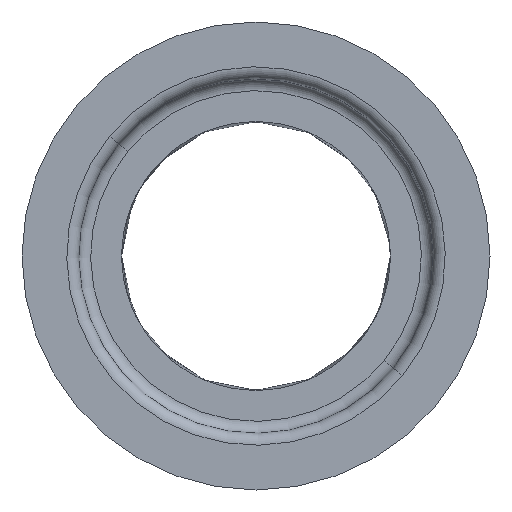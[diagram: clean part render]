
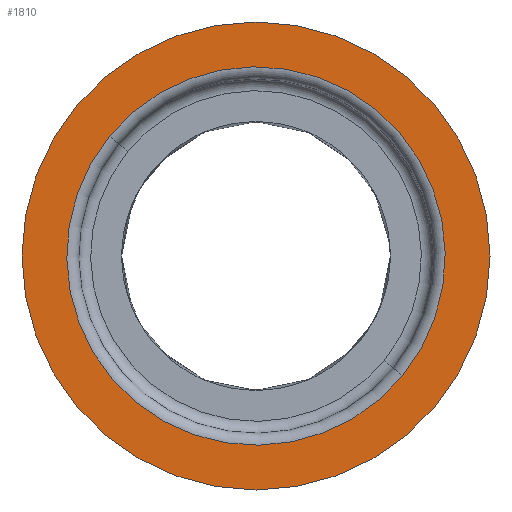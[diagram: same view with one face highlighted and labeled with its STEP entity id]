
A CAD part, front view. The second image highlights one B-rep face of the part: STEP entity #1810.
In plain terms, the highlighted face is planar.
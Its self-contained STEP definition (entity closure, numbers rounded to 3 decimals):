
#721 = ORIENTED_EDGE ( 'NONE', *, *, #8316, .T. ) ;
#1346 = DIRECTION ( 'NONE',  ( -1., 0., 0. ) ) ;
#1350 = DIRECTION ( 'NONE',  ( 0.775, 0.632, 0. ) ) ;
#1810 = ADVANCED_FACE ( 'NONE', ( #7152, #7669 ), #3084, .F. ) ;
#1914 = CARTESIAN_POINT ( 'NONE',  ( 0., 0., -80. ) ) ;
#2160 = DIRECTION ( 'NONE',  ( 0., 0., 1. ) ) ;
#2345 = CARTESIAN_POINT ( 'NONE',  ( 0., 0., -80. ) ) ;
#2417 = CARTESIAN_POINT ( 'NONE',  ( 0., 0., -80. ) ) ;
#2670 = EDGE_CURVE ( 'NONE', #5492, #7664, #4302, .T. ) ;
#3084 = PLANE ( 'NONE',  #10905 ) ;
#3513 = EDGE_LOOP ( 'NONE', ( #4655, #3686 ) ) ;
#3686 = ORIENTED_EDGE ( 'NONE', *, *, #2670, .T. ) ;
#3993 = DIRECTION ( 'NONE',  ( 1., 0., 0. ) ) ;
#4051 = DIRECTION ( 'NONE',  ( 0., 0., 1. ) ) ;
#4085 = VERTEX_POINT ( 'NONE', #7734 ) ;
#4302 = CIRCLE ( 'NONE', #4849, 196. ) ;
#4655 = ORIENTED_EDGE ( 'NONE', *, *, #5097, .T. ) ;
#4849 = AXIS2_PLACEMENT_3D ( 'NONE', #6671, #4896, #1346 ) ;
#4896 = DIRECTION ( 'NONE',  ( 0., 0., -1. ) ) ;
#4899 = CARTESIAN_POINT ( 'NONE',  ( 0., 0., -80. ) ) ;
#5075 = CARTESIAN_POINT ( 'NONE',  ( -196., 0., -80. ) ) ;
#5097 = EDGE_CURVE ( 'NONE', #7664, #5492, #11108, .T. ) ;
#5492 = VERTEX_POINT ( 'NONE', #5804 ) ;
#5554 = CIRCLE ( 'NONE', #6665, 158.5 ) ;
#5716 = CARTESIAN_POINT ( 'NONE',  ( 122.779, 100.238, -80. ) ) ;
#5804 = CARTESIAN_POINT ( 'NONE',  ( 196., 0., -80. ) ) ;
#5937 = VERTEX_POINT ( 'NONE', #5716 ) ;
#6244 = DIRECTION ( 'NONE',  ( 0., 0., 1. ) ) ;
#6665 = AXIS2_PLACEMENT_3D ( 'NONE', #1914, #6244, #9607 ) ;
#6671 = CARTESIAN_POINT ( 'NONE',  ( 0., 0., -80. ) ) ;
#6821 = DIRECTION ( 'NONE',  ( -1., 0., 0. ) ) ;
#7033 = AXIS2_PLACEMENT_3D ( 'NONE', #4899, #2160, #1350 ) ;
#7152 = FACE_BOUND ( 'NONE', #10983, .T. ) ;
#7213 = EDGE_CURVE ( 'NONE', #5937, #4085, #7771, .T. ) ;
#7664 = VERTEX_POINT ( 'NONE', #5075 ) ;
#7669 = FACE_OUTER_BOUND ( 'NONE', #3513, .T. ) ;
#7734 = CARTESIAN_POINT ( 'NONE',  ( -122.779, -100.238, -80. ) ) ;
#7771 = CIRCLE ( 'NONE', #7033, 158.5 ) ;
#8128 = AXIS2_PLACEMENT_3D ( 'NONE', #2417, #11211, #6821 ) ;
#8316 = EDGE_CURVE ( 'NONE', #4085, #5937, #5554, .T. ) ;
#9607 = DIRECTION ( 'NONE',  ( 0.775, 0.632, 0. ) ) ;
#9942 = ORIENTED_EDGE ( 'NONE', *, *, #7213, .T. ) ;
#10905 = AXIS2_PLACEMENT_3D ( 'NONE', #2345, #4051, #3993 ) ;
#10983 = EDGE_LOOP ( 'NONE', ( #9942, #721 ) ) ;
#11108 = CIRCLE ( 'NONE', #8128, 196. ) ;
#11211 = DIRECTION ( 'NONE',  ( 0., 0., -1. ) ) ;
